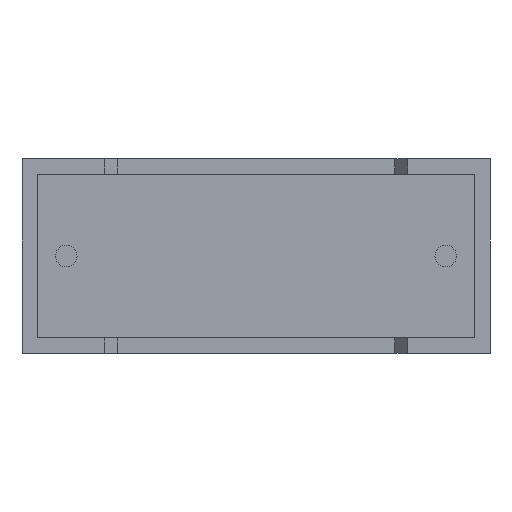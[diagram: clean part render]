
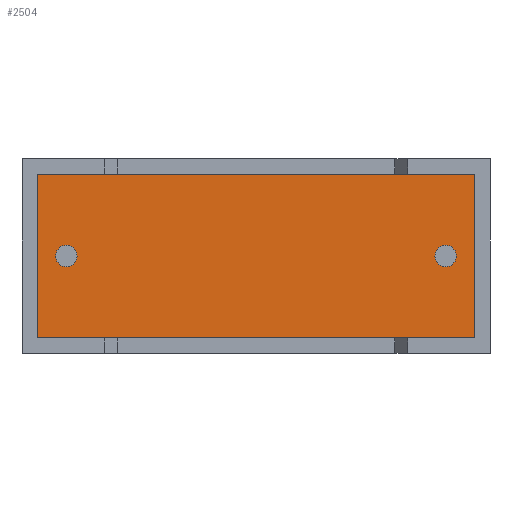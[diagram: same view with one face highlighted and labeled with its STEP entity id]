
A CAD part, front view. The second image highlights one B-rep face of the part: STEP entity #2504.
In plain terms, the highlighted planar face has unit normal (0, -1, 0).
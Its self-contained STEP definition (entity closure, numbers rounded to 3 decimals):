
#25 = DIRECTION ( 'NONE',  ( 0., 0., -1. ) ) ;
#62 = FACE_OUTER_BOUND ( 'NONE', #1097, .T. ) ;
#68 = DIRECTION ( 'NONE',  ( 1., 0., 0. ) ) ;
#75 = DIRECTION ( 'NONE',  ( 0., -1., 0. ) ) ;
#95 = VECTOR ( 'NONE', #601, 1000. ) ;
#183 = CARTESIAN_POINT ( 'NONE',  ( 17.883, 0.75, 7.083 ) ) ;
#206 = EDGE_CURVE ( 'NONE', #227, #2517, #2515, .T. ) ;
#227 = VERTEX_POINT ( 'NONE', #1432 ) ;
#285 = DIRECTION ( 'NONE',  ( 0., 0., -1. ) ) ;
#304 = CARTESIAN_POINT ( 'NONE',  ( 16.75, 0.75, 3.85 ) ) ;
#310 = DIRECTION ( 'NONE',  ( 0., 0., 1. ) ) ;
#312 = PLANE ( 'NONE',  #1024 ) ;
#330 = EDGE_LOOP ( 'NONE', ( #2379, #1573 ) ) ;
#334 = CARTESIAN_POINT ( 'NONE',  ( 1.75, 0.75, 3.85 ) ) ;
#363 = CARTESIAN_POINT ( 'NONE',  ( 0.617, 0.75, 0.617 ) ) ;
#444 = VERTEX_POINT ( 'NONE', #709 ) ;
#452 = CIRCLE ( 'NONE', #2585, 0.425 ) ;
#460 = VERTEX_POINT ( 'NONE', #2145 ) ;
#552 = DIRECTION ( 'NONE',  ( 0., -1., 0. ) ) ;
#601 = DIRECTION ( 'NONE',  ( -1., 0., 0. ) ) ;
#618 = CARTESIAN_POINT ( 'NONE',  ( 1.75, 0.75, 3.85 ) ) ;
#643 = EDGE_CURVE ( 'NONE', #2517, #227, #2375, .T. ) ;
#709 = CARTESIAN_POINT ( 'NONE',  ( 1.75, 0.75, 3.425 ) ) ;
#730 = CARTESIAN_POINT ( 'NONE',  ( 0.617, 0.75, 7.083 ) ) ;
#784 = AXIS2_PLACEMENT_3D ( 'NONE', #304, #2903, #285 ) ;
#802 = LINE ( 'NONE', #2897, #2826 ) ;
#888 = AXIS2_PLACEMENT_3D ( 'NONE', #618, #75, #1997 ) ;
#913 = VERTEX_POINT ( 'NONE', #2392 ) ;
#1024 = AXIS2_PLACEMENT_3D ( 'NONE', #1241, #552, #1486 ) ;
#1080 = CIRCLE ( 'NONE', #888, 0.425 ) ;
#1097 = EDGE_LOOP ( 'NONE', ( #1790, #2320, #2765, #2981 ) ) ;
#1164 = EDGE_CURVE ( 'NONE', #913, #2963, #1684, .T. ) ;
#1165 = AXIS2_PLACEMENT_3D ( 'NONE', #2164, #2426, #25 ) ;
#1213 = EDGE_CURVE ( 'NONE', #2780, #913, #1786, .T. ) ;
#1241 = CARTESIAN_POINT ( 'NONE',  ( 0., 0.75, 0. ) ) ;
#1262 = DIRECTION ( 'NONE',  ( 0., 0., -1. ) ) ;
#1276 = EDGE_LOOP ( 'NONE', ( #2931, #2353 ) ) ;
#1326 = CARTESIAN_POINT ( 'NONE',  ( 16.75, 0.75, 4.275 ) ) ;
#1336 = CARTESIAN_POINT ( 'NONE',  ( 17.883, 0.75, 7.083 ) ) ;
#1337 = EDGE_CURVE ( 'NONE', #2963, #460, #2951, .T. ) ;
#1398 = VERTEX_POINT ( 'NONE', #1492 ) ;
#1432 = CARTESIAN_POINT ( 'NONE',  ( 16.75, 0.75, 3.425 ) ) ;
#1441 = FACE_BOUND ( 'NONE', #1276, .T. ) ;
#1486 = DIRECTION ( 'NONE',  ( 0., 0., -1. ) ) ;
#1492 = CARTESIAN_POINT ( 'NONE',  ( 1.75, 0.75, 4.275 ) ) ;
#1573 = ORIENTED_EDGE ( 'NONE', *, *, #3035, .F. ) ;
#1684 = LINE ( 'NONE', #730, #2285 ) ;
#1786 = LINE ( 'NONE', #1336, #95 ) ;
#1790 = ORIENTED_EDGE ( 'NONE', *, *, #1164, .T. ) ;
#1997 = DIRECTION ( 'NONE',  ( 0., 0., -1. ) ) ;
#2006 = EDGE_CURVE ( 'NONE', #460, #2780, #802, .T. ) ;
#2145 = CARTESIAN_POINT ( 'NONE',  ( 17.883, 0.75, 0.617 ) ) ;
#2164 = CARTESIAN_POINT ( 'NONE',  ( 16.75, 0.75, 3.85 ) ) ;
#2285 = VECTOR ( 'NONE', #2626, 1000. ) ;
#2320 = ORIENTED_EDGE ( 'NONE', *, *, #1337, .T. ) ;
#2353 = ORIENTED_EDGE ( 'NONE', *, *, #206, .F. ) ;
#2375 = CIRCLE ( 'NONE', #784, 0.425 ) ;
#2379 = ORIENTED_EDGE ( 'NONE', *, *, #2402, .F. ) ;
#2381 = VECTOR ( 'NONE', #68, 1000. ) ;
#2392 = CARTESIAN_POINT ( 'NONE',  ( 0.617, 0.75, 7.083 ) ) ;
#2402 = EDGE_CURVE ( 'NONE', #1398, #444, #1080, .T. ) ;
#2426 = DIRECTION ( 'NONE',  ( 0., -1., 0. ) ) ;
#2496 = DIRECTION ( 'NONE',  ( 0., -1., 0. ) ) ;
#2504 = ADVANCED_FACE ( 'NONE', ( #1441, #62, #2681 ), #312, .T. ) ;
#2515 = CIRCLE ( 'NONE', #1165, 0.425 ) ;
#2517 = VERTEX_POINT ( 'NONE', #1326 ) ;
#2585 = AXIS2_PLACEMENT_3D ( 'NONE', #334, #2496, #1262 ) ;
#2626 = DIRECTION ( 'NONE',  ( 0., 0., -1. ) ) ;
#2681 = FACE_BOUND ( 'NONE', #330, .T. ) ;
#2715 = CARTESIAN_POINT ( 'NONE',  ( 0.617, 0.75, 0.617 ) ) ;
#2765 = ORIENTED_EDGE ( 'NONE', *, *, #2006, .T. ) ;
#2780 = VERTEX_POINT ( 'NONE', #183 ) ;
#2826 = VECTOR ( 'NONE', #310, 1000. ) ;
#2897 = CARTESIAN_POINT ( 'NONE',  ( 17.883, 0.75, 0.617 ) ) ;
#2903 = DIRECTION ( 'NONE',  ( 0., -1., 0. ) ) ;
#2931 = ORIENTED_EDGE ( 'NONE', *, *, #643, .F. ) ;
#2951 = LINE ( 'NONE', #2715, #2381 ) ;
#2963 = VERTEX_POINT ( 'NONE', #363 ) ;
#2981 = ORIENTED_EDGE ( 'NONE', *, *, #1213, .T. ) ;
#3035 = EDGE_CURVE ( 'NONE', #444, #1398, #452, .T. ) ;
